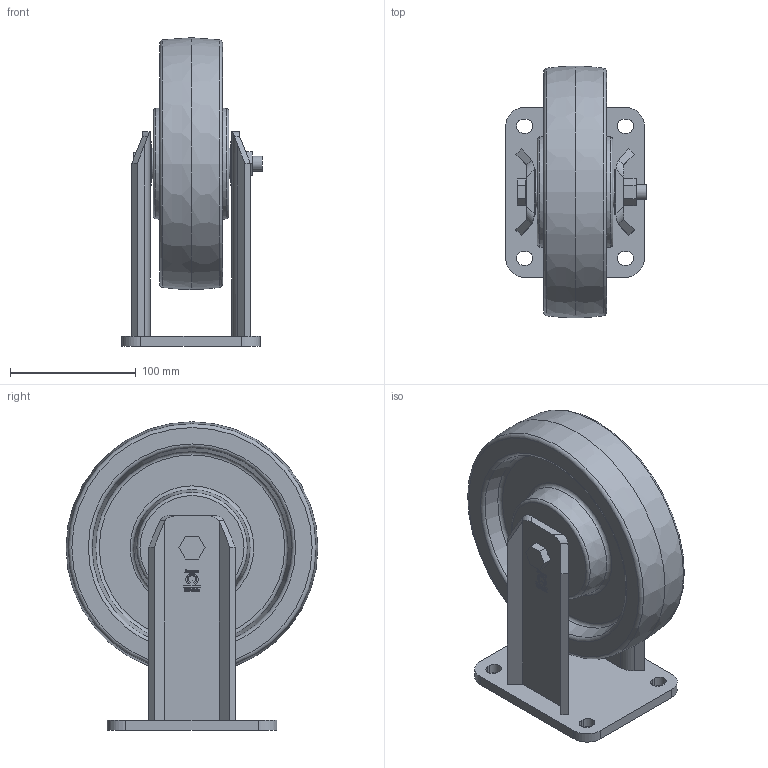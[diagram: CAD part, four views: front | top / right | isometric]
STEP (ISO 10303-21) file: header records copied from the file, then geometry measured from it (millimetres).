
FILE_DESCRIPTION(/* description */ (''),/* implementation_level */ '2;1');
FILE_NAME(/* name */ '0015381K_BP_PO_200_K',/* time_stamp */ '2011-03-04T11:21:00+01:00',/* author */ (''),/* organization */ (''),/* preprocessor_version */ 'ST-DEVELOPER v9',/* originating_system */ 'UGS - NX 4.0',/* authorisation */ '');
FILE_SCHEMA (('CONFIG_CONTROL_DESIGN'));
Length unit declared in the file: millimetre
Products named in the file (1): 0015381K_BP_PO_200_K
Bounding box: 111.5 x 200 x 245 mm (x, y, z)
Volume: 1423280.3 mm3; surface area: 216266.3 mm2
Topology: 2 solids, 7 shells, 621 faces, 1634 edges, 1088 vertices
Faces by surface type: plane 341, extrusion 202, cylinder 56, torus 16, cone 4, bspline 2
Full cylindrical faces by diameter (mm): 12 x3, 12.5 x2, 16.63 x1, 25 x5, 33.802 x4, 35 x2, 42 x1, 43.198 x4
Entity records: 21136 total; most frequent: CARTESIAN_POINT 7414, ORIENTED_EDGE 3144, DIRECTION 1938, EDGE_CURVE 1572, VERTEX_POINT 1070, B_SPLINE_CURVE_WITH_KNOTS 1008, VECTOR 834, EDGE_LOOP 748
